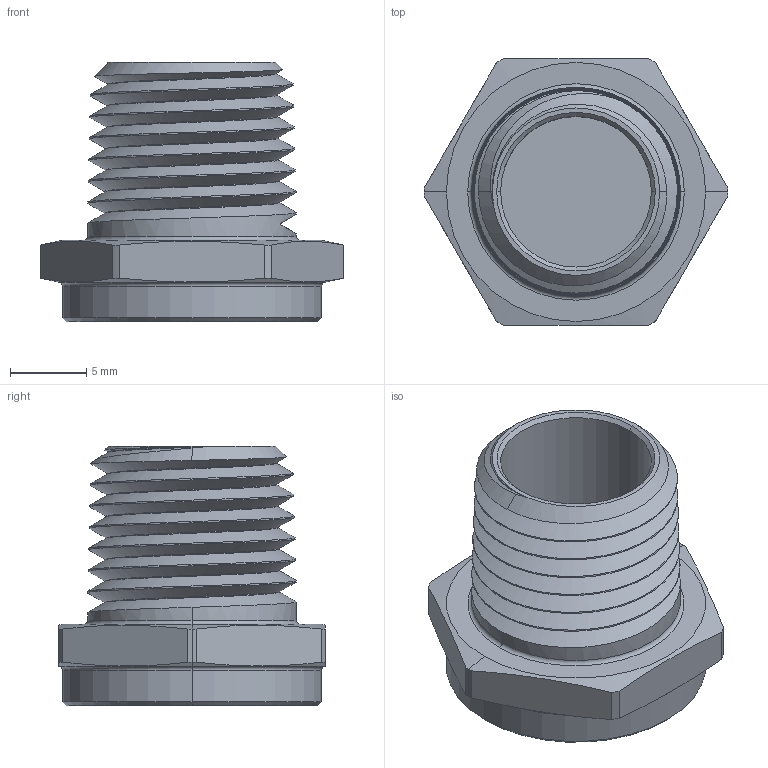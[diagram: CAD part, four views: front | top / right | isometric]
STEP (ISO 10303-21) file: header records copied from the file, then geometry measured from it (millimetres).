
FILE_DESCRIPTION (( 'STEP AP214' ), '1' );
FILE_NAME ('403023.step', '2013-08-19T22:19:59', ( '' ), ( '' ), 'SwSTEP 2.0', 'SolidWorks 2012', '' );
FILE_SCHEMA (( 'AUTOMOTIVE_DESIGN' ));
Length unit declared in the file: inch
Products named in the file (1): 403023
Bounding box: 19.93 x 17.53 x 17.02 mm (x, y, z)
Volume: 1690.1 mm3; surface area: 2310 mm2
Topology: 2 solids, 2 shells, 64 faces, 158 edges, 100 vertices
Faces by surface type: cone 24, cylinder 18, plane 15, torus 4, bspline 3
Entity records: 5263 total; most frequent: CARTESIAN_POINT 3710, ORIENTED_EDGE 316, DIRECTION 281, EDGE_CURVE 158, AXIS2_PLACEMENT_3D 114, VERTEX_POINT 100, EDGE_LOOP 68, ADVANCED_FACE 64
